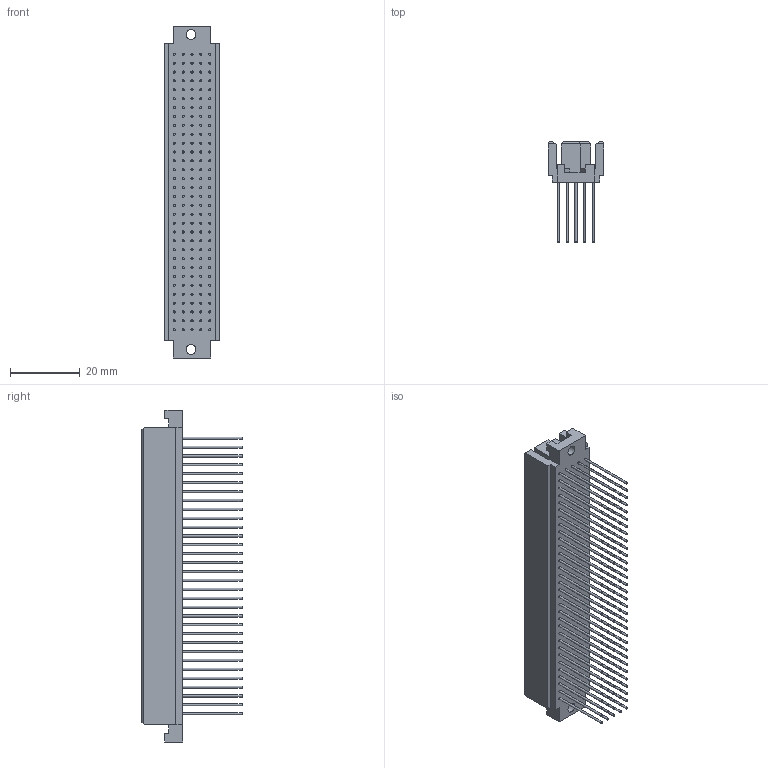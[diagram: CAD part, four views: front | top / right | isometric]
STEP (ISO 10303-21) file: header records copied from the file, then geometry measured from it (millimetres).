
FILE_DESCRIPTION(/* description */ (''),/* implementation_level */ '2;1');
FILE_NAME(/* name */ '100228657ugm000_b.stp',/* time_stamp */ '2016-12-09T14:18:28+01:00',/* author */ (''),/* organization */ (''),/* preprocessor_version */ 'ST-DEVELOPER v16',/* originating_system */ 'SIEMENS PLM Software NX 10.0',/* authorisation */ '');
FILE_SCHEMA (('AUTOMOTIVE_DESIGN { 1 0 10303 214 3 1 1 1 }'));
Length unit declared in the file: millimetre
Products named in the file (1): 100228657ugm000_b
Bounding box: 16 x 28.6 x 94.9 mm (x, y, z)
Volume: 14330.8 mm3; surface area: 13117.1 mm2
Topology: 1 solids, 1 shells, 868 faces, 1816 edges, 1206 vertices
Faces by surface type: plane 706, cylinder 162
Full cylindrical faces by diameter (mm): 0.6 x160, 2.8 x2
Entity records: 25979 total; most frequent: CARTESIAN_POINT 3729, DIRECTION 3716, ORIENTED_EDGE 3308, EDGE_CURVE 1654, LINE 1330, VECTOR 1330, EDGE_LOOP 1290, VERTEX_POINT 1206
